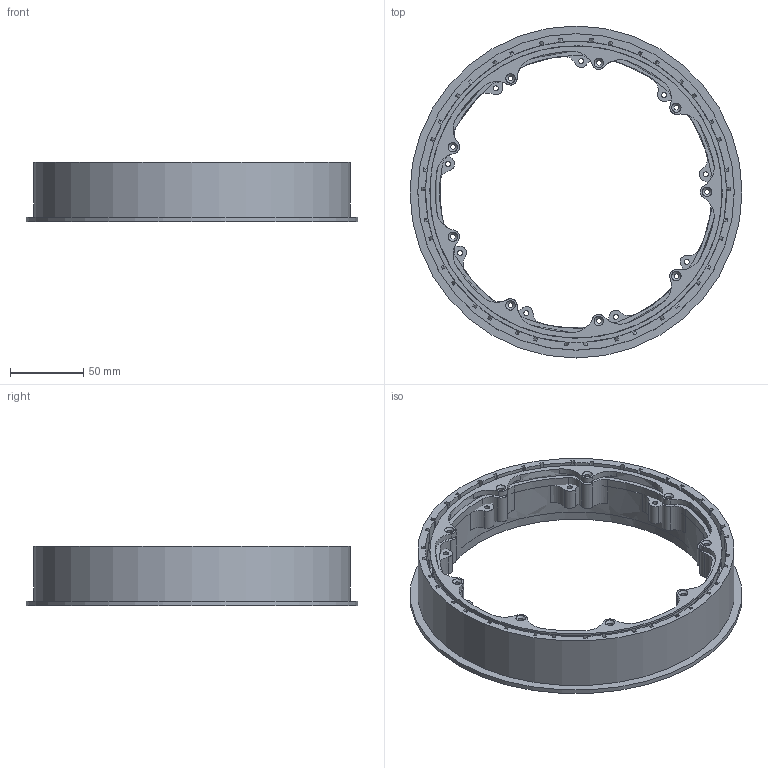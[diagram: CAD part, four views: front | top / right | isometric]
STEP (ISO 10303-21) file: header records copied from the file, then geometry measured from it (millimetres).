
FILE_DESCRIPTION(('STEP AP203'), '1');
FILE_NAME('婜謽趌麠蕻', '', ('UNSPECIFIED'), ('UNSPECIFIED'), 'C3D Converter', 'C3D Toolkit', '');
FILE_SCHEMA(('CONFIG_CONTROL_DESIGN'));
Length unit declared in the file: millimetre
Products named in the file (9): -01; -17; -18
Assembly tree (8 placements, depth 3):
  -01
    -17
    -18
    (unnamed)
    (unnamed)
      -17
      -17
      -17
      -17
Bounding box: 227.21 x 227.21 x 40.48 mm (x, y, z)
Volume: 359439.9 mm3; surface area: 197039.1 mm2
Topology: 4 solids, 4 shells, 840 faces, 2317 edges, 1545 vertices
Faces by surface type: plane 535, cylinder 227, cone 75, torus 3
Full cylindrical faces by diameter (mm): 3.4 x27, 186.731 x2, 192.6 x1, 196.6 x3, 200.006 x3, 216.6 x1, 227.206 x1
Entity records: 27143 total; most frequent: CARTESIAN_POINT 6589, ORIENTED_EDGE 4526, DIRECTION 3904, EDGE_CURVE 2263, VERTEX_POINT 1539, AXIS2_PLACEMENT_3D 1418, LINE 1068, VECTOR 1068
